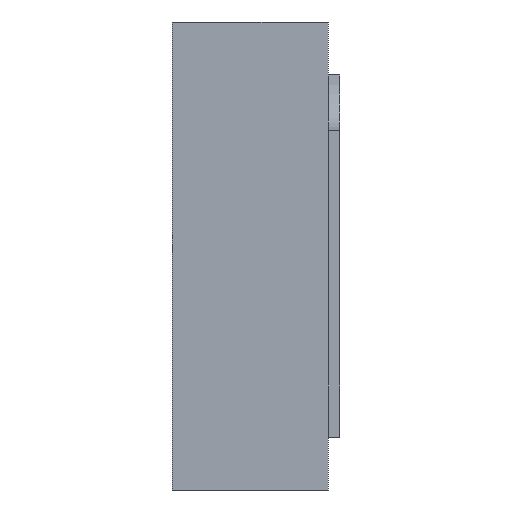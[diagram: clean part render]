
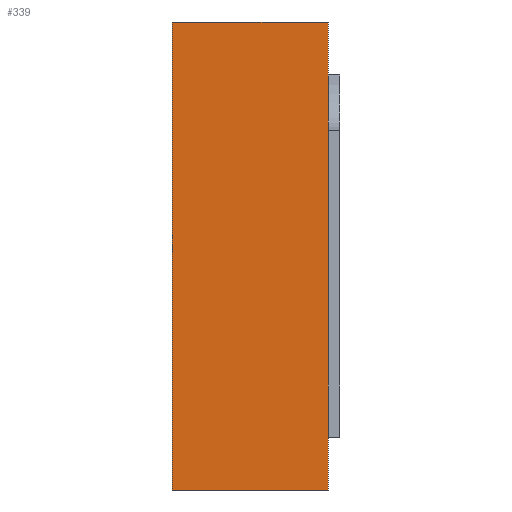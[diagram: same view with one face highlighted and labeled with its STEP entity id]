
A CAD part, left-side view. The second image highlights one B-rep face of the part: STEP entity #339.
In plain terms, the highlighted planar face has unit normal (-1, 0, 0).
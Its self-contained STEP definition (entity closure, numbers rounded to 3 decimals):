
#66 = CARTESIAN_POINT ( 'NONE',  ( -0.82, 0.28, 0.42 ) ) ;
#88 = CARTESIAN_POINT ( 'NONE',  ( -0.82, 0.28, 0.42 ) ) ;
#98 = EDGE_CURVE ( 'NONE', #636, #351, #516, .T. ) ;
#122 = ORIENTED_EDGE ( 'NONE', *, *, #795, .F. ) ;
#161 = CARTESIAN_POINT ( 'NONE',  ( -0.82, 0., -0.42 ) ) ;
#168 = CARTESIAN_POINT ( 'NONE',  ( -0.82, 0.28, 0.42 ) ) ;
#183 = FACE_OUTER_BOUND ( 'NONE', #452, .T. ) ;
#199 = AXIS2_PLACEMENT_3D ( 'NONE', #840, #771, #269 ) ;
#235 = EDGE_CURVE ( 'NONE', #636, #396, #467, .T. ) ;
#269 = DIRECTION ( 'NONE',  ( 0., 0., -1. ) ) ;
#271 = DIRECTION ( 'NONE',  ( 0., -1., 0. ) ) ;
#299 = VECTOR ( 'NONE', #696, 1000. ) ;
#321 = ORIENTED_EDGE ( 'NONE', *, *, #98, .F. ) ;
#339 = ADVANCED_FACE ( 'NONE', ( #183 ), #683, .F. ) ;
#351 = VERTEX_POINT ( 'NONE', #66 ) ;
#374 = EDGE_CURVE ( 'NONE', #396, #781, #707, .T. ) ;
#396 = VERTEX_POINT ( 'NONE', #161 ) ;
#402 = VECTOR ( 'NONE', #426, 1000. ) ;
#426 = DIRECTION ( 'NONE',  ( 0., 0., 1. ) ) ;
#432 = VECTOR ( 'NONE', #530, 1000. ) ;
#449 = ORIENTED_EDGE ( 'NONE', *, *, #374, .T. ) ;
#452 = EDGE_LOOP ( 'NONE', ( #449, #122, #321, #517 ) ) ;
#467 = LINE ( 'NONE', #623, #299 ) ;
#516 = LINE ( 'NONE', #168, #432 ) ;
#517 = ORIENTED_EDGE ( 'NONE', *, *, #235, .T. ) ;
#530 = DIRECTION ( 'NONE',  ( 0., 0., 1. ) ) ;
#537 = CARTESIAN_POINT ( 'NONE',  ( -0.82, 0.28, -0.42 ) ) ;
#598 = VECTOR ( 'NONE', #271, 1000. ) ;
#623 = CARTESIAN_POINT ( 'NONE',  ( -0.82, 0.28, -0.42 ) ) ;
#629 = CARTESIAN_POINT ( 'NONE',  ( -0.82, 0., 0.42 ) ) ;
#636 = VERTEX_POINT ( 'NONE', #537 ) ;
#683 = PLANE ( 'NONE',  #199 ) ;
#696 = DIRECTION ( 'NONE',  ( 0., -1., 0. ) ) ;
#707 = LINE ( 'NONE', #629, #402 ) ;
#770 = CARTESIAN_POINT ( 'NONE',  ( -0.82, 0., 0.42 ) ) ;
#771 = DIRECTION ( 'NONE',  ( 1., 0., 0. ) ) ;
#781 = VERTEX_POINT ( 'NONE', #770 ) ;
#795 = EDGE_CURVE ( 'NONE', #351, #781, #835, .T. ) ;
#835 = LINE ( 'NONE', #88, #598 ) ;
#840 = CARTESIAN_POINT ( 'NONE',  ( -0.82, 0.28, 0.42 ) ) ;
